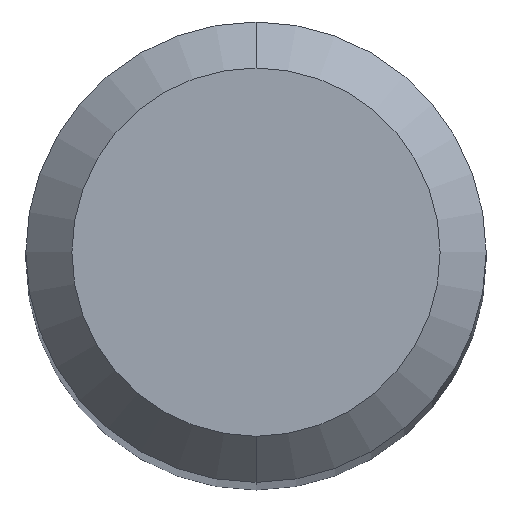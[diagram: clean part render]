
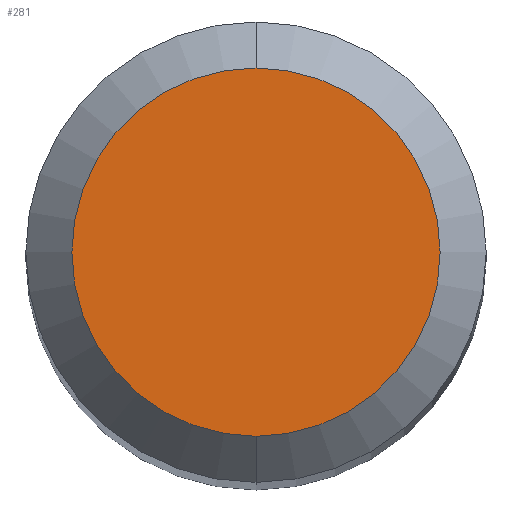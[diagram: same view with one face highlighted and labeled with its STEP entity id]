
A CAD part, top view. The second image highlights one B-rep face of the part: STEP entity #281.
In plain terms, the highlighted planar face has unit normal (0, 0, 1).
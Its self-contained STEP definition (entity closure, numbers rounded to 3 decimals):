
#199=EDGE_CURVE('',#417,#399,#508,.T.);
#281=ADVANCED_FACE('',(#599),#600,.T.);
#389=EDGE_CURVE('',#399,#417,#716,.T.);
#399=VERTEX_POINT('',#728);
#417=VERTEX_POINT('',#748);
#508=CIRCLE('',#870,1.2);
#599=FACE_OUTER_BOUND('',#1062,.T.);
#600=PLANE('',#1063);
#716=CIRCLE('',#1294,1.2);
#728=CARTESIAN_POINT('',(0.0,1.2,0.0));
#748=CARTESIAN_POINT('',(0.,-1.2,0.0));
#870=AXIS2_PLACEMENT_3D('',#1468,#1469,#1470);
#1062=EDGE_LOOP('',(#1576,#1577));
#1063=AXIS2_PLACEMENT_3D('',#1578,#1579,#1580);
#1294=AXIS2_PLACEMENT_3D('',#1677,#1678,#1679);
#1468=CARTESIAN_POINT('',(0.0,0.0,0.0));
#1469=DIRECTION('',(0.0,0.0,-1.0));
#1470=DIRECTION('',(0.0,1.0,0.0));
#1576=ORIENTED_EDGE('',*,*,#389,.F.);
#1577=ORIENTED_EDGE('',*,*,#199,.F.);
#1578=CARTESIAN_POINT('',(0.0,0.6,0.0));
#1579=DIRECTION('',(-0.0,0.0,1.0));
#1580=DIRECTION('',(0.0,-1.0,0.0));
#1677=CARTESIAN_POINT('',(0.0,0.0,0.0));
#1678=DIRECTION('',(0.0,0.0,-1.0));
#1679=DIRECTION('',(0.0,1.0,0.0));
